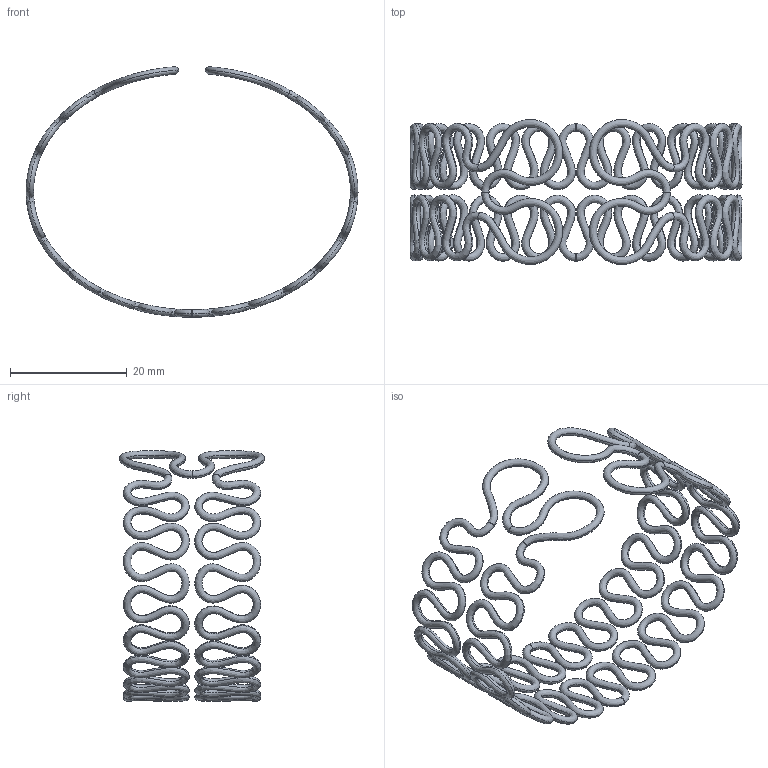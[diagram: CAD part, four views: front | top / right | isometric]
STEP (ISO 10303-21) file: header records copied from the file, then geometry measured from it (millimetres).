
FILE_DESCRIPTION(('FreeCAD Model'),'2;1');
FILE_NAME('Open CASCADE Shape Model','2025-05-04T09:27:13',('FreeCAD'),( 'FreeCAD'),'Open CASCADE STEP processor 7.6','FreeCAD','Unknown');
FILE_SCHEMA(('AUTOMOTIVE_DESIGN { 1 0 10303 214 1 1 1 1 }'));
Products named in the file (1): Open CASCADE STEP translator 7.6 1
Bounding box: 56.95 x 24.86 x 42.97 mm (x, y, z)
Volume: 1371 mm3; surface area: 4247.8 mm2
Topology: 4 solids, 4 shells, 24 faces, 40 edges, 24 vertices
Faces by surface type: bspline 24
Entity records: 176984 total; most frequent: CARTESIAN_POINT 176721, ORIENTED_EDGE 80, EDGE_CURVE 40, ADVANCED_FACE 24, FACE_BOUND 24, EDGE_LOOP 24, VERTEX_POINT 24, B_SPLINE_CURVE_WITH_KNOTS 16
